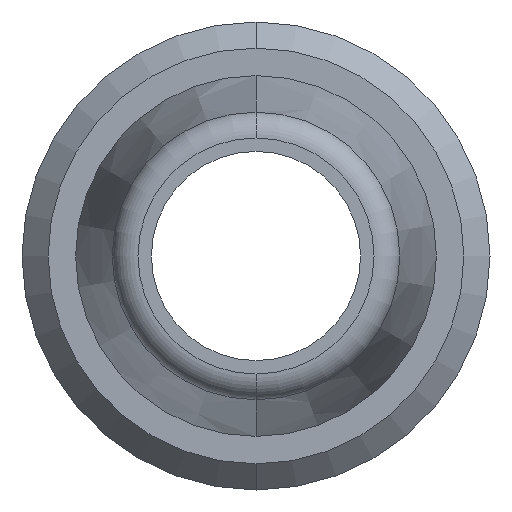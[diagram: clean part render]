
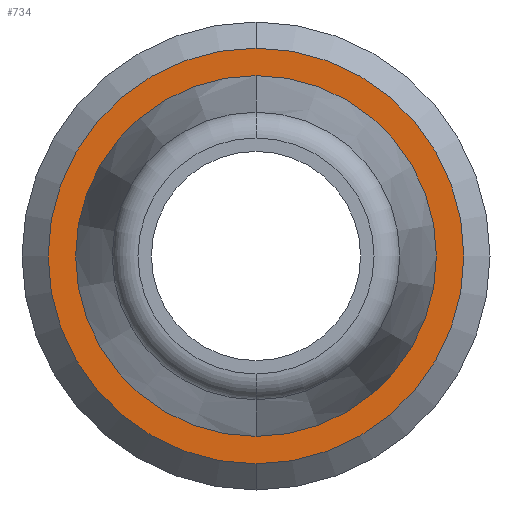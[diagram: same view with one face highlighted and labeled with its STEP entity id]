
A CAD part, front view. The second image highlights one B-rep face of the part: STEP entity #734.
In plain terms, the highlighted planar face has unit normal (0, -1, 0).
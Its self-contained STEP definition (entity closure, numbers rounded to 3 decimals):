
#24 = DIRECTION ( 'NONE',  ( 0., -1., 0. ) ) ;
#32 = DIRECTION ( 'NONE',  ( 0., 0., -1. ) ) ;
#48 = CARTESIAN_POINT ( 'NONE',  ( 0., 17., 0. ) ) ;
#49 = DIRECTION ( 'NONE',  ( 0., 0., -1. ) ) ;
#55 = DIRECTION ( 'NONE',  ( 0., -1., 0. ) ) ;
#56 = DIRECTION ( 'NONE',  ( 0., 0., -1. ) ) ;
#60 = CARTESIAN_POINT ( 'NONE',  ( 0., 17., 0. ) ) ;
#62 = CARTESIAN_POINT ( 'NONE',  ( 0., 17., 0. ) ) ;
#66 = DIRECTION ( 'NONE',  ( 0., -1., 0. ) ) ;
#181 = EDGE_LOOP ( 'NONE', ( #410, #512 ) ) ;
#189 = EDGE_LOOP ( 'NONE', ( #398, #425 ) ) ;
#230 = VERTEX_POINT ( 'NONE', #1056 ) ;
#249 = VERTEX_POINT ( 'NONE', #1052 ) ;
#335 = VERTEX_POINT ( 'NONE', #1046 ) ;
#398 = ORIENTED_EDGE ( 'NONE', *, *, #824, .T. ) ;
#410 = ORIENTED_EDGE ( 'NONE', *, *, #823, .F. ) ;
#425 = ORIENTED_EDGE ( 'NONE', *, *, #832, .T. ) ;
#501 = VERTEX_POINT ( 'NONE', #1400 ) ;
#512 = ORIENTED_EDGE ( 'NONE', *, *, #766, .F. ) ;
#564 = FACE_OUTER_BOUND ( 'NONE', #189, .T. ) ;
#568 = FACE_BOUND ( 'NONE', #181, .T. ) ;
#599 = CARTESIAN_POINT ( 'NONE',  ( 3.45, 17., 0. ) ) ;
#607 = PLANE ( 'NONE',  #1273 ) ;
#683 = DIRECTION ( 'NONE',  ( 0., 0., -1. ) ) ;
#684 = DIRECTION ( 'NONE',  ( 0., -1., 0. ) ) ;
#734 = ADVANCED_FACE ( 'NONE', ( #564, #568 ), #607, .T. ) ;
#766 = EDGE_CURVE ( 'NONE', #335, #501, #1325, .T. ) ;
#823 = EDGE_CURVE ( 'NONE', #501, #335, #1116, .T. ) ;
#824 = EDGE_CURVE ( 'NONE', #249, #230, #1097, .T. ) ;
#832 = EDGE_CURVE ( 'NONE', #230, #249, #1149, .T. ) ;
#1046 = CARTESIAN_POINT ( 'NONE',  ( 0., 17., 3.45 ) ) ;
#1052 = CARTESIAN_POINT ( 'NONE',  ( 0., 17., 3.975 ) ) ;
#1056 = CARTESIAN_POINT ( 'NONE',  ( 0., 17., -3.975 ) ) ;
#1097 = CIRCLE ( 'NONE', #1135, 3.975 ) ;
#1116 = CIRCLE ( 'NONE', #1133, 3.45 ) ;
#1133 = AXIS2_PLACEMENT_3D ( 'NONE', #60, #66, #49 ) ;
#1135 = AXIS2_PLACEMENT_3D ( 'NONE', #62, #55, #32 ) ;
#1149 = CIRCLE ( 'NONE', #1150, 3.975 ) ;
#1150 = AXIS2_PLACEMENT_3D ( 'NONE', #48, #24, #56 ) ;
#1242 = DIRECTION ( 'NONE',  ( 0., -1., 0. ) ) ;
#1260 = DIRECTION ( 'NONE',  ( 0., 0., -1. ) ) ;
#1263 = CARTESIAN_POINT ( 'NONE',  ( 0., 17., 0. ) ) ;
#1273 = AXIS2_PLACEMENT_3D ( 'NONE', #599, #684, #683 ) ;
#1325 = CIRCLE ( 'NONE', #1326, 3.45 ) ;
#1326 = AXIS2_PLACEMENT_3D ( 'NONE', #1263, #1242, #1260 ) ;
#1400 = CARTESIAN_POINT ( 'NONE',  ( 0., 17., -3.45 ) ) ;
